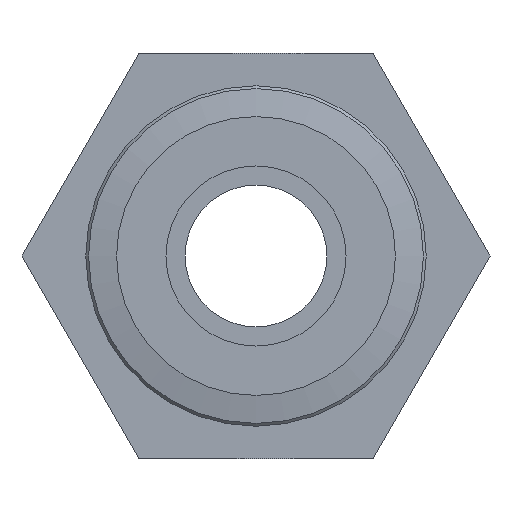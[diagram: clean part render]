
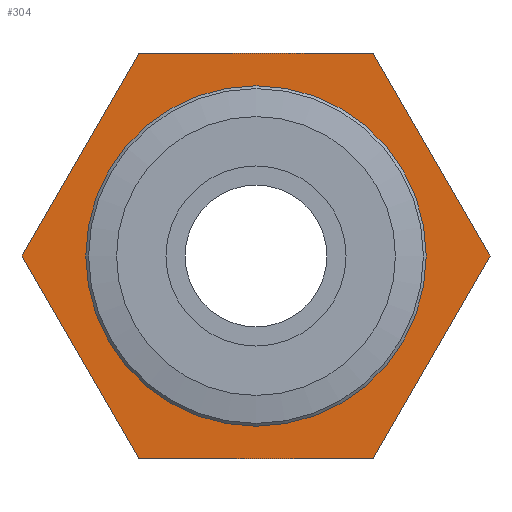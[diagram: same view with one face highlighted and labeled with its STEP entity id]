
A CAD part, left-side view. The second image highlights one B-rep face of the part: STEP entity #304.
In plain terms, the highlighted planar face has unit normal (-1, 0, 0).
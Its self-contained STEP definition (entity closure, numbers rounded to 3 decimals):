
#20=LINE('',#492,#38);
#21=LINE('',#495,#39);
#22=LINE('',#497,#40);
#23=LINE('',#499,#41);
#24=LINE('',#501,#42);
#25=LINE('',#503,#43);
#38=VECTOR('',#409,1000.);
#39=VECTOR('',#410,1000.);
#40=VECTOR('',#411,1000.);
#41=VECTOR('',#412,1000.);
#42=VECTOR('',#413,1000.);
#43=VECTOR('',#414,1000.);
#63=PLANE('',#349);
#91=ORIENTED_EDGE('',*,*,#148,.T.);
#92=ORIENTED_EDGE('',*,*,#149,.F.);
#93=ORIENTED_EDGE('',*,*,#150,.F.);
#94=ORIENTED_EDGE('',*,*,#151,.F.);
#95=ORIENTED_EDGE('',*,*,#152,.F.);
#96=ORIENTED_EDGE('',*,*,#153,.F.);
#97=ORIENTED_EDGE('',*,*,#154,.F.);
#148=EDGE_CURVE('',#181,#181,#208,.T.);
#149=EDGE_CURVE('',#182,#183,#20,.T.);
#150=EDGE_CURVE('',#184,#182,#21,.T.);
#151=EDGE_CURVE('',#185,#184,#22,.T.);
#152=EDGE_CURVE('',#186,#185,#23,.T.);
#153=EDGE_CURVE('',#187,#186,#24,.T.);
#154=EDGE_CURVE('',#183,#187,#25,.T.);
#181=VERTEX_POINT('',#490);
#182=VERTEX_POINT('',#493);
#183=VERTEX_POINT('',#494);
#184=VERTEX_POINT('',#496);
#185=VERTEX_POINT('',#498);
#186=VERTEX_POINT('',#500);
#187=VERTEX_POINT('',#502);
#208=CIRCLE('',#348,6.);
#232=EDGE_LOOP('',(#91));
#233=EDGE_LOOP('',(#92,#93,#94,#95,#96,#97));
#270=FACE_BOUND('',#232,.T.);
#271=FACE_BOUND('',#233,.T.);
#304=ADVANCED_FACE('',(#270,#271),#63,.F.);
#348=AXIS2_PLACEMENT_3D('',#489,#405,#406);
#349=AXIS2_PLACEMENT_3D('',#491,#407,#408);
#405=DIRECTION('',(1.,0.,0.));
#406=DIRECTION('',(0.,0.,-1.));
#407=DIRECTION('',(1.,0.,0.));
#408=DIRECTION('',(0.,0.,-1.));
#409=DIRECTION('',(0.,-1.,0.));
#410=DIRECTION('',(0.,-0.5,0.866));
#411=DIRECTION('',(0.,0.5,0.866));
#412=DIRECTION('',(0.,1.,0.));
#413=DIRECTION('',(0.,0.5,-0.866));
#414=DIRECTION('',(0.,-0.5,-0.866));
#489=CARTESIAN_POINT('',(15.584,0.,0.));
#490=CARTESIAN_POINT('',(15.584,0.,-6.));
#491=CARTESIAN_POINT('',(15.584,0.,0.));
#492=CARTESIAN_POINT('',(15.584,4.125,7.144));
#493=CARTESIAN_POINT('',(15.584,4.125,7.144));
#494=CARTESIAN_POINT('',(15.584,-4.125,7.144));
#495=CARTESIAN_POINT('',(15.584,8.249,0.));
#496=CARTESIAN_POINT('',(15.584,8.249,0.));
#497=CARTESIAN_POINT('',(15.584,4.125,-7.144));
#498=CARTESIAN_POINT('',(15.584,4.125,-7.144));
#499=CARTESIAN_POINT('',(15.584,-4.125,-7.144));
#500=CARTESIAN_POINT('',(15.584,-4.125,-7.144));
#501=CARTESIAN_POINT('',(15.584,-8.249,0.));
#502=CARTESIAN_POINT('',(15.584,-8.249,0.));
#503=CARTESIAN_POINT('',(15.584,-4.125,7.144));
